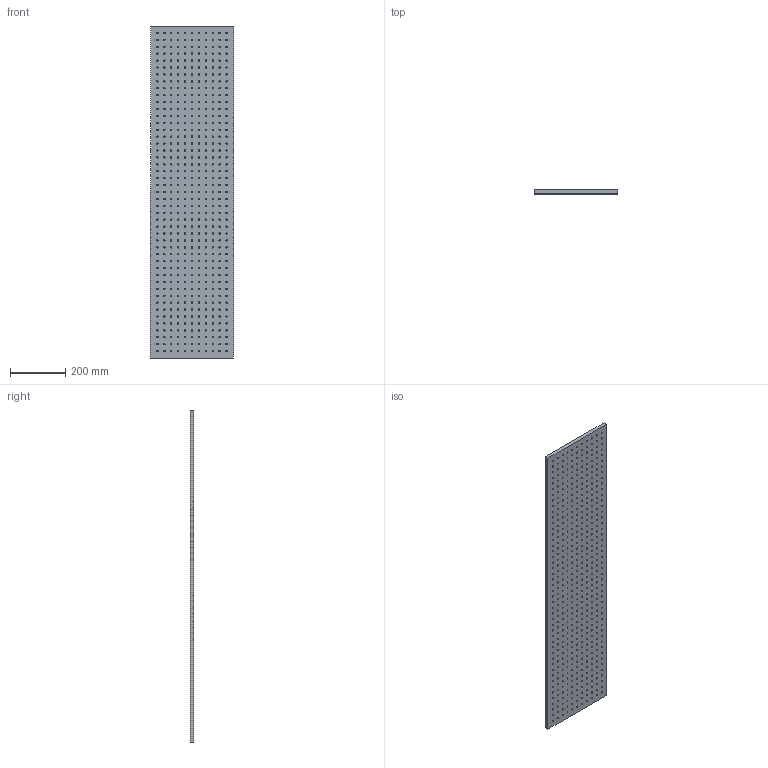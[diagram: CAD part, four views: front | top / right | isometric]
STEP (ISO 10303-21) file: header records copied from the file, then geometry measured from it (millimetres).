
FILE_DESCRIPTION (( 'STEP AP203' ), '1' );
FILE_NAME ('516005.STEP', '2024-04-22T01:25:23', ( '' ), ( '' ), 'SwSTEP 2.0', 'SolidWorks 2020', '' );
FILE_SCHEMA (( 'CONFIG_CONTROL_DESIGN' ));
Length unit declared in the file: millimetre
Products named in the file (1): 516005
Bounding box: 300 x 13 x 1200 mm (x, y, z)
Volume: 4548033.5 mm3; surface area: 844270.7 mm2
Topology: 1 solids, 1 shells, 1040 faces, 3114 edges, 2076 vertices
Faces by surface type: cylinder 1034, plane 6
Entity records: 38491 total; most frequent: DIRECTION 7264, CARTESIAN_POINT 6231, ORIENTED_EDGE 6228, EDGE_CURVE 3114, AXIS2_PLACEMENT_3D 3109, VERTEX_POINT 2076, EDGE_LOOP 2074, CIRCLE 2068
